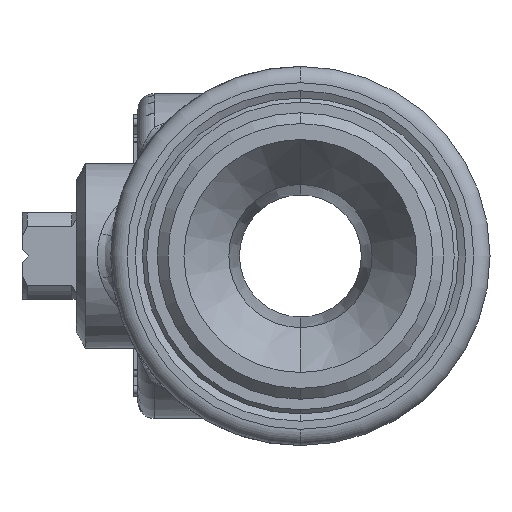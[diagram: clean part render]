
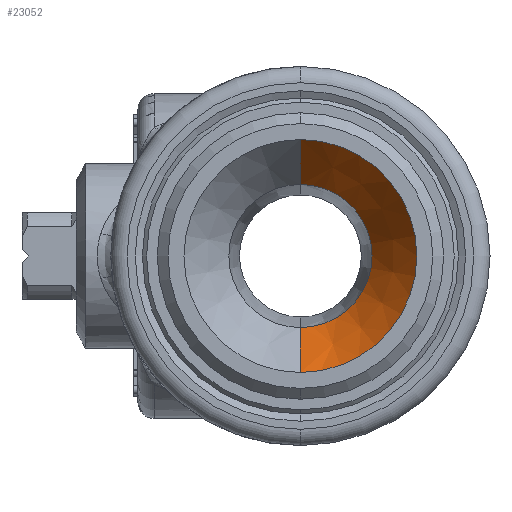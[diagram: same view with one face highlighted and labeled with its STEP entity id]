
A CAD part, left-side view. The second image highlights one B-rep face of the part: STEP entity #23052.
In plain terms, the highlighted conical face has half-angle 35.807 degrees and reference radius 10.75 mm.
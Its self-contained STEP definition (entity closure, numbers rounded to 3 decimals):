
#343 = VERTEX_POINT ( 'NONE', #12829 ) ;
#2367 = VERTEX_POINT ( 'NONE', #17520 ) ;
#2413 = DIRECTION ( 'NONE',  ( -1., 0., 0. ) ) ;
#2606 = ORIENTED_EDGE ( 'NONE', *, *, #10539, .T. ) ;
#5677 = EDGE_CURVE ( 'NONE', #8657, #343, #13214, .T. ) ;
#8657 = VERTEX_POINT ( 'NONE', #11900 ) ;
#8783 = VECTOR ( 'NONE', #11093, 1000. ) ;
#10023 = LINE ( 'NONE', #15850, #18399 ) ;
#10539 = EDGE_CURVE ( 'NONE', #343, #2367, #10023, .T. ) ;
#10768 = FACE_OUTER_BOUND ( 'NONE', #24389, .T. ) ;
#11036 = EDGE_CURVE ( 'NONE', #18344, #2367, #22332, .T. ) ;
#11093 = DIRECTION ( 'NONE',  ( -0.811, 0., 0.585 ) ) ;
#11844 = DIRECTION ( 'NONE',  ( 0., 0., -1. ) ) ;
#11900 = CARTESIAN_POINT ( 'NONE',  ( -6.259, 0., 6.608 ) ) ;
#12829 = CARTESIAN_POINT ( 'NONE',  ( -6.259, 0., -6.608 ) ) ;
#13069 = ORIENTED_EDGE ( 'NONE', *, *, #5677, .T. ) ;
#13214 = CIRCLE ( 'NONE', #28147, 6.608 ) ;
#15439 = CARTESIAN_POINT ( 'NONE',  ( -12., 0., 10.75 ) ) ;
#15850 = CARTESIAN_POINT ( 'NONE',  ( -12., 0., -10.75 ) ) ;
#16050 = DIRECTION ( 'NONE',  ( 0., 0., -1. ) ) ;
#16318 = CONICAL_SURFACE ( 'NONE', #23983, 10.75, 0.625 ) ;
#17520 = CARTESIAN_POINT ( 'NONE',  ( -12., 0., -10.75 ) ) ;
#17898 = CARTESIAN_POINT ( 'NONE',  ( -12., 0., 10.75 ) ) ;
#18133 = DIRECTION ( 'NONE',  ( -0.811, 0., -0.585 ) ) ;
#18344 = VERTEX_POINT ( 'NONE', #17898 ) ;
#18399 = VECTOR ( 'NONE', #18133, 1000. ) ;
#18492 = DIRECTION ( 'NONE',  ( 1., 0., 0. ) ) ;
#18589 = CARTESIAN_POINT ( 'NONE',  ( -12., 0., 0. ) ) ;
#21170 = ORIENTED_EDGE ( 'NONE', *, *, #24983, .F. ) ;
#22332 = CIRCLE ( 'NONE', #25931, 10.75 ) ;
#22483 = DIRECTION ( 'NONE',  ( 0., 0., 1. ) ) ;
#22870 = CARTESIAN_POINT ( 'NONE',  ( -6.259, 0., 0. ) ) ;
#23052 = ADVANCED_FACE ( 'NONE', ( #10768 ), #16318, .F. ) ;
#23535 = LINE ( 'NONE', #15439, #8783 ) ;
#23902 = ORIENTED_EDGE ( 'NONE', *, *, #11036, .F. ) ;
#23983 = AXIS2_PLACEMENT_3D ( 'NONE', #27183, #2413, #22483 ) ;
#24389 = EDGE_LOOP ( 'NONE', ( #13069, #2606, #23902, #21170 ) ) ;
#24983 = EDGE_CURVE ( 'NONE', #8657, #18344, #23535, .T. ) ;
#25931 = AXIS2_PLACEMENT_3D ( 'NONE', #18589, #18492, #11844 ) ;
#27183 = CARTESIAN_POINT ( 'NONE',  ( -12., 0., 0. ) ) ;
#27670 = DIRECTION ( 'NONE',  ( 1., 0., 0. ) ) ;
#28147 = AXIS2_PLACEMENT_3D ( 'NONE', #22870, #27670, #16050 ) ;
